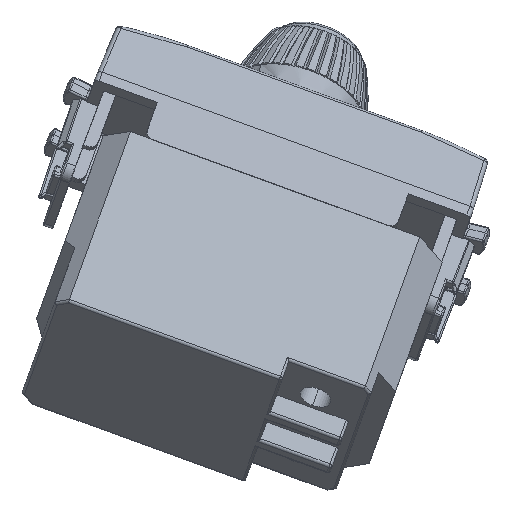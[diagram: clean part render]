
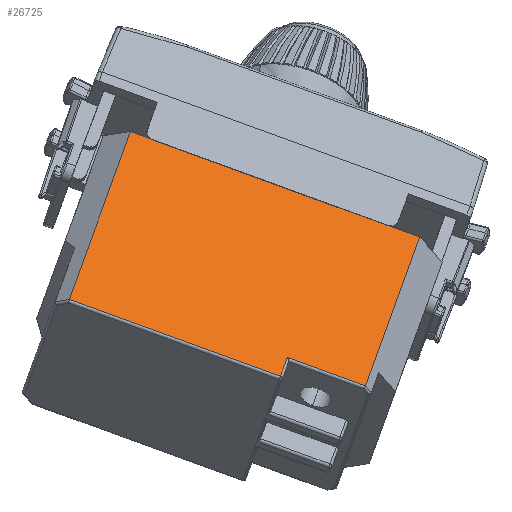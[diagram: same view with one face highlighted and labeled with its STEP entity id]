
A CAD part, left-side view. The second image highlights one B-rep face of the part: STEP entity #26725.
In plain terms, the highlighted face is planar.
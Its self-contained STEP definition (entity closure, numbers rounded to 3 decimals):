
#25525=CARTESIAN_POINT('Vertex',(-11.2,-16.7,0.)) ;
#25528=CARTESIAN_POINT('Line Origine',(-11.2,0.575,0.)) ;
#25532=CARTESIAN_POINT('Vertex',(-11.2,17.85,0.)) ;
#26679=CARTESIAN_POINT('Axis2P3D Location',(-11.2,-16.7,0.)) ;
#26684=CARTESIAN_POINT('Line Origine',(-11.2,-4.1,24.)) ;
#26688=CARTESIAN_POINT('Vertex',(-11.2,8.5,24.)) ;
#26690=CARTESIAN_POINT('Vertex',(-11.2,-16.7,24.)) ;
#26693=CARTESIAN_POINT('Line Origine',(-11.2,8.5,22.65)) ;
#26697=CARTESIAN_POINT('Vertex',(-11.2,8.5,21.3)) ;
#26700=CARTESIAN_POINT('Line Origine',(-11.2,13.175,21.3)) ;
#26704=CARTESIAN_POINT('Vertex',(-11.2,17.85,21.3)) ;
#26707=CARTESIAN_POINT('Line Origine',(-11.2,17.85,10.65)) ;
#26712=CARTESIAN_POINT('Line Origine',(-11.2,-16.7,12.)) ;
#25529=DIRECTION('Vector Direction',(0.,1.,0.)) ;
#26680=DIRECTION('Axis2P3D Direction',(1.,0.,0.)) ;
#26681=DIRECTION('Axis2P3D XDirection',(0.,1.,0.)) ;
#26685=DIRECTION('Vector Direction',(0.,1.,0.)) ;
#26694=DIRECTION('Vector Direction',(0.,0.,-1.)) ;
#26701=DIRECTION('Vector Direction',(0.,1.,0.)) ;
#26708=DIRECTION('Vector Direction',(0.,0.,1.)) ;
#26713=DIRECTION('Vector Direction',(0.,0.,1.)) ;
#26682=AXIS2_PLACEMENT_3D('Plane Axis2P3D',#26679,#26680,#26681) ;
#26718=ORIENTED_EDGE('',*,*,#26692,.F.) ;
#26719=ORIENTED_EDGE('',*,*,#26699,.F.) ;
#26720=ORIENTED_EDGE('',*,*,#26706,.F.) ;
#26721=ORIENTED_EDGE('',*,*,#26711,.F.) ;
#26722=ORIENTED_EDGE('',*,*,#25534,.F.) ;
#26723=ORIENTED_EDGE('',*,*,#26716,.T.) ;
#25530=VECTOR('Line Direction',#25529,1.) ;
#26686=VECTOR('Line Direction',#26685,1.) ;
#26695=VECTOR('Line Direction',#26694,1.) ;
#26702=VECTOR('Line Direction',#26701,1.) ;
#26709=VECTOR('Line Direction',#26708,1.) ;
#26714=VECTOR('Line Direction',#26713,1.) ;
#26725=ADVANCED_FACE('1/2 modello',(#26724),#26683,.F.) ;
#25534=EDGE_CURVE('',#25526,#25533,#25531,.T.) ;
#26692=EDGE_CURVE('',#26689,#26691,#26687,.F.) ;
#26699=EDGE_CURVE('',#26698,#26689,#26696,.F.) ;
#26706=EDGE_CURVE('',#26705,#26698,#26703,.F.) ;
#26711=EDGE_CURVE('',#25533,#26705,#26710,.T.) ;
#26716=EDGE_CURVE('',#25526,#26691,#26715,.T.) ;
#26717=EDGE_LOOP('',(#26718,#26719,#26720,#26721,#26722,#26723)) ;
#26724=FACE_OUTER_BOUND('',#26717,.T.) ;
#25531=LINE('Line',#25528,#25530) ;
#26687=LINE('Line',#26684,#26686) ;
#26696=LINE('Line',#26693,#26695) ;
#26703=LINE('Line',#26700,#26702) ;
#26710=LINE('Line',#26707,#26709) ;
#26715=LINE('Line',#26712,#26714) ;
#26683=PLANE('',#26682) ;
#25526=VERTEX_POINT('',#25525) ;
#25533=VERTEX_POINT('',#25532) ;
#26689=VERTEX_POINT('',#26688) ;
#26691=VERTEX_POINT('',#26690) ;
#26698=VERTEX_POINT('',#26697) ;
#26705=VERTEX_POINT('',#26704) ;
